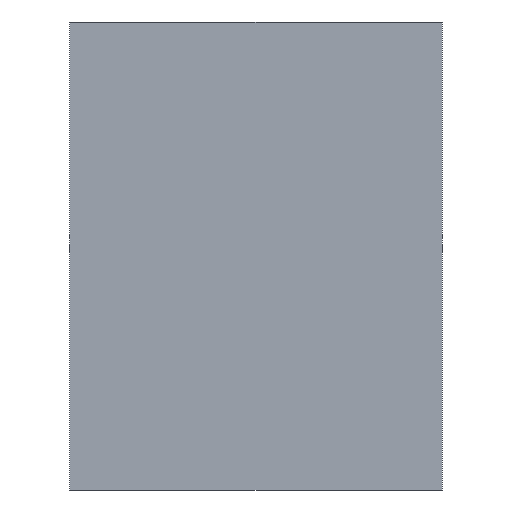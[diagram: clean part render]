
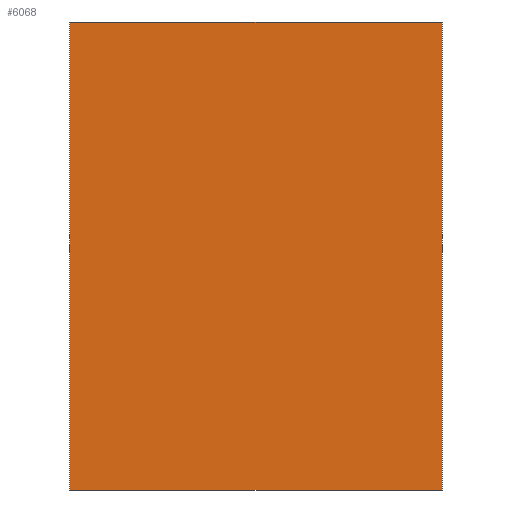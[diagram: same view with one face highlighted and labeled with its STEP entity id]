
A CAD part, front view. The second image highlights one B-rep face of the part: STEP entity #6068.
In plain terms, the highlighted planar face has unit normal (0, -1, 0).
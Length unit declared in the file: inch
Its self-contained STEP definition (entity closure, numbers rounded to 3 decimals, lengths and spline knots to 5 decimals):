
#805=FACE_OUTER_BOUND('',#1154,.T.);
#1154=EDGE_LOOP('',(#5536,#5537,#5538,#5539));
#1731=LINE('',#11338,#2314);
#1734=LINE('',#11343,#2317);
#1736=LINE('',#11347,#2319);
#1738=LINE('',#11350,#2321);
#2314=VECTOR('',#7179,0.3937);
#2317=VECTOR('',#7184,0.3937);
#2319=VECTOR('',#7188,0.3937);
#2321=VECTOR('',#7192,0.3937);
#2904=VERTEX_POINT('',#11336);
#2905=VERTEX_POINT('',#11337);
#2906=VERTEX_POINT('',#11342);
#2907=VERTEX_POINT('',#11346);
#3779=EDGE_CURVE('',#2904,#2905,#1731,.T.);
#3782=EDGE_CURVE('',#2905,#2906,#1734,.T.);
#3784=EDGE_CURVE('',#2906,#2907,#1736,.T.);
#3786=EDGE_CURVE('',#2907,#2904,#1738,.T.);
#5536=ORIENTED_EDGE('',*,*,#3786,.T.);
#5537=ORIENTED_EDGE('',*,*,#3779,.T.);
#5538=ORIENTED_EDGE('',*,*,#3782,.T.);
#5539=ORIENTED_EDGE('',*,*,#3784,.T.);
#5717=PLANE('',#6262);
#6068=ADVANCED_FACE('',(#805),#5717,.F.);
#6262=AXIS2_PLACEMENT_3D('',#11351,#7193,#7194);
#7179=DIRECTION('',(0.,0.,-1.));
#7184=DIRECTION('',(1.,0.,0.));
#7188=DIRECTION('',(0.,0.,1.));
#7192=DIRECTION('',(-1.,0.,0.));
#7193=DIRECTION('center_axis',(0.,1.,0.));
#7194=DIRECTION('ref_axis',(0.,0.,1.));
#11336=CARTESIAN_POINT('',(-1.195,0.,1.5));
#11337=CARTESIAN_POINT('',(-1.195,0.,-1.5));
#11338=CARTESIAN_POINT('',(-1.195,0.,1.5));
#11342=CARTESIAN_POINT('',(1.195,0.,-1.5));
#11343=CARTESIAN_POINT('',(-1.195,0.,-1.5));
#11346=CARTESIAN_POINT('',(1.195,0.,1.5));
#11347=CARTESIAN_POINT('',(1.195,0.,-1.5));
#11350=CARTESIAN_POINT('',(1.195,0.,1.5));
#11351=CARTESIAN_POINT('Origin',(0.,0.,0.));
